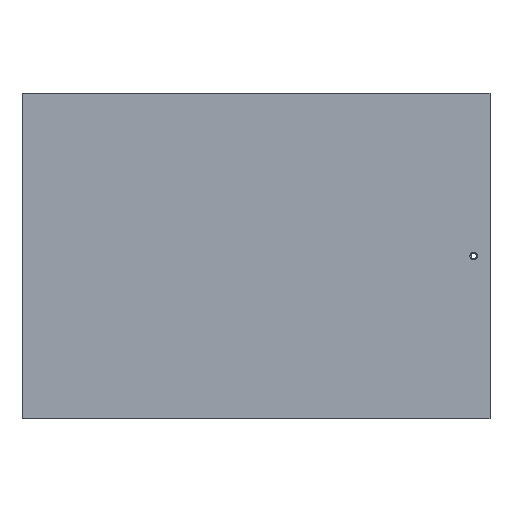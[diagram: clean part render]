
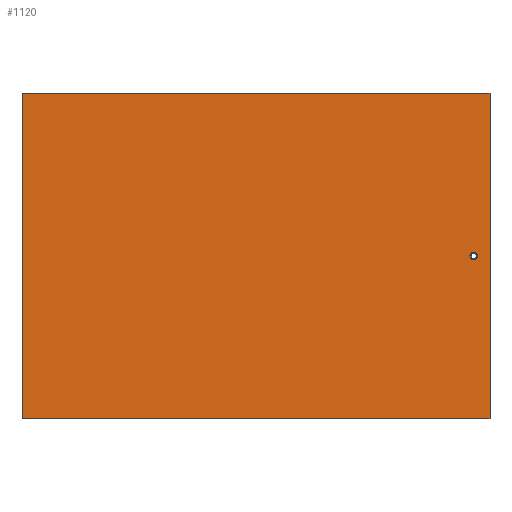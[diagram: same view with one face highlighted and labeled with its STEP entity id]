
A CAD part, front view. The second image highlights one B-rep face of the part: STEP entity #1120.
In plain terms, the highlighted planar face has unit normal (0, -1, 0).
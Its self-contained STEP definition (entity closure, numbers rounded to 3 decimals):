
#144 = CARTESIAN_POINT ( 'NONE',  ( 431., 0., 1. ) ) ;
#154 = CARTESIAN_POINT ( 'NONE',  ( 0., 0., -299. ) ) ;
#163 = CARTESIAN_POINT ( 'NONE',  ( 0., 0., 1. ) ) ;
#166 = CARTESIAN_POINT ( 'NONE',  ( 431., 0., -299. ) ) ;
#284 = PLANE ( 'NONE',  #623 ) ;
#286 = CARTESIAN_POINT ( 'NONE',  ( 0., 0., 1. ) ) ;
#290 = DIRECTION ( 'NONE',  ( 0., 1., 0. ) ) ;
#291 = DIRECTION ( 'NONE',  ( 0., 0., 1. ) ) ;
#342 = CARTESIAN_POINT ( 'NONE',  ( 416., 0., -152.5 ) ) ;
#588 = EDGE_LOOP ( 'NONE', ( #922, #921, #920, #919 ) ) ;
#595 = EDGE_CURVE ( 'NONE', #826, #817, #1171, .T. ) ;
#598 = EDGE_CURVE ( 'NONE', #1052, #1052, #1176, .T. ) ;
#599 = EDGE_CURVE ( 'NONE', #817, #829, #1179, .T. ) ;
#600 = EDGE_CURVE ( 'NONE', #807, #829, #1178, .T. ) ;
#601 = EDGE_CURVE ( 'NONE', #826, #807, #1175, .T. ) ;
#623 = AXIS2_PLACEMENT_3D ( 'NONE', #286, #290, #291 ) ;
#645 = AXIS2_PLACEMENT_3D ( 'NONE', #871, #868, #867 ) ;
#671 = EDGE_LOOP ( 'NONE', ( #923 ) ) ;
#807 = VERTEX_POINT ( 'NONE', #144 ) ;
#817 = VERTEX_POINT ( 'NONE', #154 ) ;
#826 = VERTEX_POINT ( 'NONE', #163 ) ;
#829 = VERTEX_POINT ( 'NONE', #166 ) ;
#859 = DIRECTION ( 'NONE',  ( 1., 0., 0. ) ) ;
#860 = DIRECTION ( 'NONE',  ( 0., 0., -1. ) ) ;
#861 = CARTESIAN_POINT ( 'NONE',  ( 431., 0., 1. ) ) ;
#863 = DIRECTION ( 'NONE',  ( 0., 0., -1. ) ) ;
#864 = CARTESIAN_POINT ( 'NONE',  ( 0., 0., 1. ) ) ;
#865 = DIRECTION ( 'NONE',  ( 1., 0., 0. ) ) ;
#867 = DIRECTION ( 'NONE',  ( 0., 0., -1. ) ) ;
#868 = DIRECTION ( 'NONE',  ( 0., -1., 0. ) ) ;
#869 = CARTESIAN_POINT ( 'NONE',  ( 0., 0., 1. ) ) ;
#871 = CARTESIAN_POINT ( 'NONE',  ( 416., 0., -149. ) ) ;
#874 = CARTESIAN_POINT ( 'NONE',  ( 0., 0., -299. ) ) ;
#919 = ORIENTED_EDGE ( 'NONE', *, *, #601, .F. ) ;
#920 = ORIENTED_EDGE ( 'NONE', *, *, #600, .F. ) ;
#921 = ORIENTED_EDGE ( 'NONE', *, *, #599, .T. ) ;
#922 = ORIENTED_EDGE ( 'NONE', *, *, #595, .T. ) ;
#923 = ORIENTED_EDGE ( 'NONE', *, *, #598, .F. ) ;
#1052 = VERTEX_POINT ( 'NONE', #342 ) ;
#1120 = ADVANCED_FACE ( 'NONE', ( #1254, #1261 ), #284, .F. ) ;
#1171 = LINE ( 'NONE', #869, #1174 ) ;
#1174 = VECTOR ( 'NONE', #863, 1000. ) ;
#1175 = LINE ( 'NONE', #864, #1184 ) ;
#1176 = CIRCLE ( 'NONE', #645, 3.5 ) ;
#1178 = LINE ( 'NONE', #861, #1180 ) ;
#1179 = LINE ( 'NONE', #874, #1181 ) ;
#1180 = VECTOR ( 'NONE', #860, 1000. ) ;
#1181 = VECTOR ( 'NONE', #865, 1000. ) ;
#1184 = VECTOR ( 'NONE', #859, 1000. ) ;
#1254 = FACE_BOUND ( 'NONE', #671, .T. ) ;
#1261 = FACE_OUTER_BOUND ( 'NONE', #588, .T. ) ;
